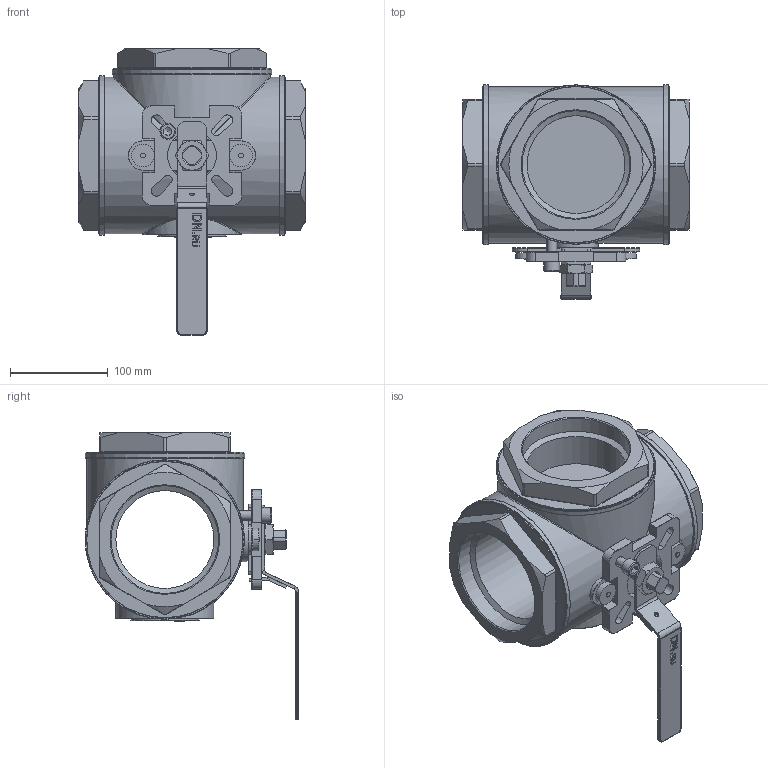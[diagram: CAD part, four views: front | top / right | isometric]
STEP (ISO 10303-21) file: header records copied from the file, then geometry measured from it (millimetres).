
FILE_DESCRIPTION(/* description */ (''),/* implementation_level */ '2;1');
FILE_NAME(/* name */ 'DN100_3D_STEP.stp',/* time_stamp */ '2024-01-27T14:16:09+03:00',/* author */ ('igorr'),/* organization */ (''),/* preprocessor_version */ 'ST-DEVELOPER v19.2',/* originating_system */ 'Autodesk Inventor 2023',/* authorisation */ '');
FILE_SCHEMA (('AUTOMOTIVE_DESIGN { 1 0 10303 214 3 1 1 }'));
Length unit declared in the file: millimetre
Products named in the file (5): Сборка; Деталь1; Деталь6; AS 1420 - 1973 - M10 x 25; BS 3692 - M20
Assembly tree (4 placements, depth 2):
  Сборка
    Деталь1
    Деталь6
    AS 1420 - 1973 - M10 x 25
    BS 3692 - M20
Bounding box: 231 x 218.53 x 293 mm (x, y, z)
Volume: 3051980.4 mm3; surface area: 309581.7 mm2
Topology: 5 solids, 5 shells, 533 faces, 1347 edges, 850 vertices
Faces by surface type: plane 242, cylinder 140, bspline 54, torus 51, cone 44, sphere 2
Full cylindrical faces by diameter (mm): 5 x3, 8 x2, 10 x2, 16 x1, 17.294 x1, 23 x1, 45 x1, 50 x1, 70 x1, 100 x2, 110 x3, 160 x5, 163 x3
Entity records: 17976 total; most frequent: CARTESIAN_POINT 4830, ORIENTED_EDGE 2692, DIRECTION 2473, EDGE_CURVE 1346, AXIS2_PLACEMENT_3D 874, VERTEX_POINT 850, LINE 725, VECTOR 725
